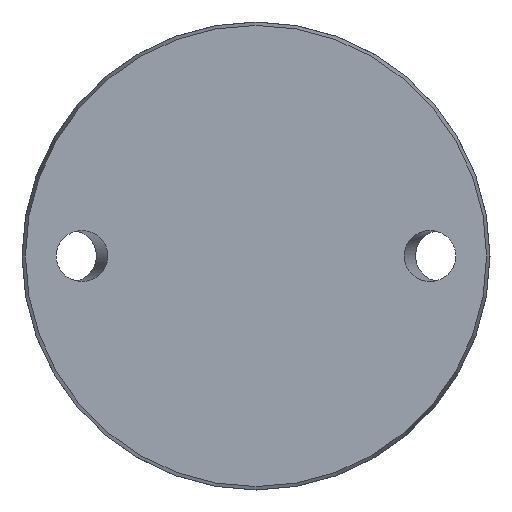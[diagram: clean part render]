
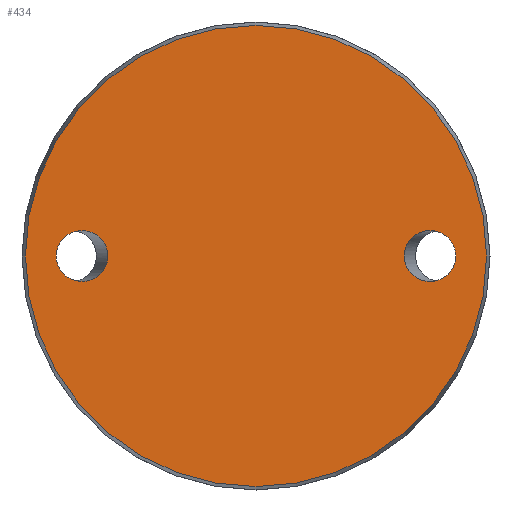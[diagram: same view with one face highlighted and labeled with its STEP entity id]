
A CAD part, front view. The second image highlights one B-rep face of the part: STEP entity #434.
In plain terms, the highlighted planar face has unit normal (0, -1, 0).
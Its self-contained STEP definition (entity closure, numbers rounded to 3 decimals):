
#1 = ORIENTED_EDGE ( 'NONE', *, *, #248, .T. ) ;
#11 = EDGE_LOOP ( 'NONE', ( #611 ) ) ;
#17 = DIRECTION ( 'NONE',  ( 0., 0., 1. ) ) ;
#59 = CIRCLE ( 'NONE', #346, 38.425 ) ;
#68 = EDGE_CURVE ( 'NONE', #583, #583, #177, .T. ) ;
#116 = ORIENTED_EDGE ( 'NONE', *, *, #750, .T. ) ;
#124 = CARTESIAN_POINT ( 'NONE',  ( -33.309, 0., 0. ) ) ;
#135 = CARTESIAN_POINT ( 'NONE',  ( -33.309, 0., 0. ) ) ;
#170 = EDGE_LOOP ( 'NONE', ( #116 ) ) ;
#177 =( BOUNDED_CURVE ( )  B_SPLINE_CURVE ( 3, ( #179, #239, #467, #303, #589, #699, #529 ),
 .UNSPECIFIED., .T., .T. ) 
 B_SPLINE_CURVE_WITH_KNOTS ( ( 4, 3, 4 ),
 ( 0., 3.142, 6.283 ),
 .UNSPECIFIED. ) 
 CURVE ( )  GEOMETRIC_REPRESENTATION_ITEM ( )  RATIONAL_B_SPLINE_CURVE ( ( 1., 0.333, 0.333, 1., 0.333, 0.333, 1. ) ) 
 REPRESENTATION_ITEM ( '' )  );
#179 = CARTESIAN_POINT ( 'NONE',  ( 33.309, 0., 0. ) ) ;
#191 = VERTEX_POINT ( 'NONE', #236 ) ;
#201 = DIRECTION ( 'NONE',  ( 0., 1., 0. ) ) ;
#236 = CARTESIAN_POINT ( 'NONE',  ( 0., 0., -38.425 ) ) ;
#239 = CARTESIAN_POINT ( 'NONE',  ( 33.309, 0., -8.5 ) ) ;
#241 = CARTESIAN_POINT ( 'NONE',  ( -24.691, 0., 0. ) ) ;
#245 = FACE_BOUND ( 'NONE', #170, .T. ) ;
#248 = EDGE_CURVE ( 'NONE', #191, #191, #59, .T. ) ;
#258 =( BOUNDED_CURVE ( )  B_SPLINE_CURVE ( 3, ( #365, #642, #474, #241, #649, #416, #124 ),
 .UNSPECIFIED., .T., .T. ) 
 B_SPLINE_CURVE_WITH_KNOTS ( ( 4, 3, 4 ),
 ( 0., 3.142, 6.283 ),
 .UNSPECIFIED. ) 
 CURVE ( )  GEOMETRIC_REPRESENTATION_ITEM ( )  RATIONAL_B_SPLINE_CURVE ( ( 1., 0.333, 0.333, 1., 0.333, 0.333, 1. ) ) 
 REPRESENTATION_ITEM ( '' )  );
#291 = VERTEX_POINT ( 'NONE', #135 ) ;
#303 = CARTESIAN_POINT ( 'NONE',  ( 24.691, 0., 0. ) ) ;
#346 = AXIS2_PLACEMENT_3D ( 'NONE', #473, #477, #439 ) ;
#365 = CARTESIAN_POINT ( 'NONE',  ( -33.309, 0., 0. ) ) ;
#416 = CARTESIAN_POINT ( 'NONE',  ( -33.309, 0., -8.5 ) ) ;
#434 = ADVANCED_FACE ( 'NONE', ( #245, #472, #708 ), #539, .F. ) ;
#439 = DIRECTION ( 'NONE',  ( 0., 0., -1. ) ) ;
#467 = CARTESIAN_POINT ( 'NONE',  ( 24.691, 0., -8.5 ) ) ;
#472 = FACE_BOUND ( 'NONE', #11, .T. ) ;
#473 = CARTESIAN_POINT ( 'NONE',  ( 0., 0., 0. ) ) ;
#474 = CARTESIAN_POINT ( 'NONE',  ( -24.691, 0., 8.5 ) ) ;
#477 = DIRECTION ( 'NONE',  ( 0., -1., 0. ) ) ;
#529 = CARTESIAN_POINT ( 'NONE',  ( 33.309, 0., 0. ) ) ;
#532 = EDGE_LOOP ( 'NONE', ( #1 ) ) ;
#534 = CARTESIAN_POINT ( 'NONE',  ( -38.425, 0., 0. ) ) ;
#537 = CARTESIAN_POINT ( 'NONE',  ( 33.309, 0., 0. ) ) ;
#539 = PLANE ( 'NONE',  #578 ) ;
#578 = AXIS2_PLACEMENT_3D ( 'NONE', #534, #201, #17 ) ;
#583 = VERTEX_POINT ( 'NONE', #537 ) ;
#589 = CARTESIAN_POINT ( 'NONE',  ( 24.691, 0., 8.5 ) ) ;
#611 = ORIENTED_EDGE ( 'NONE', *, *, #68, .T. ) ;
#642 = CARTESIAN_POINT ( 'NONE',  ( -33.309, 0., 8.5 ) ) ;
#649 = CARTESIAN_POINT ( 'NONE',  ( -24.691, 0., -8.5 ) ) ;
#699 = CARTESIAN_POINT ( 'NONE',  ( 33.309, 0., 8.5 ) ) ;
#708 = FACE_OUTER_BOUND ( 'NONE', #532, .T. ) ;
#750 = EDGE_CURVE ( 'NONE', #291, #291, #258, .T. ) ;
